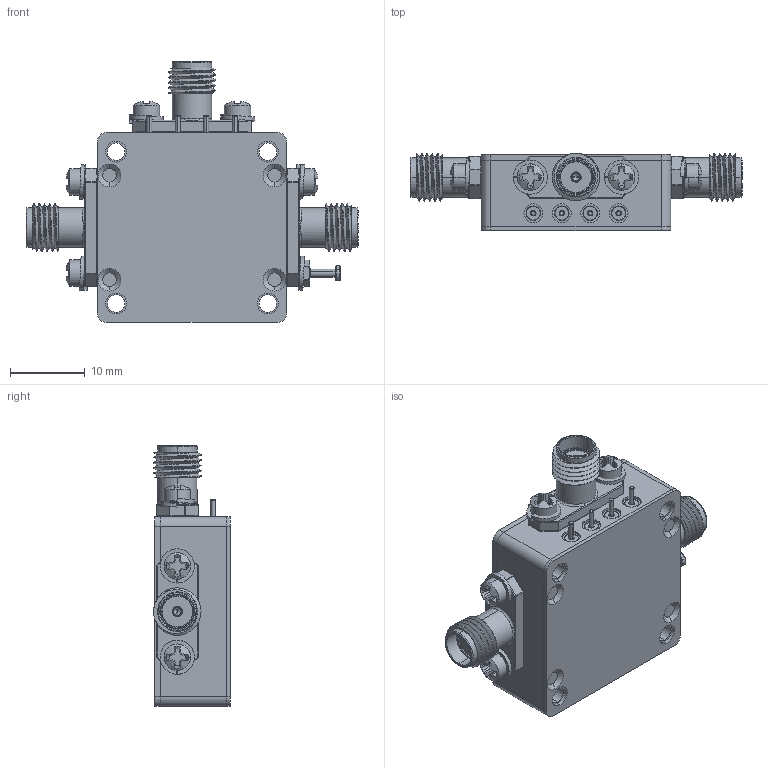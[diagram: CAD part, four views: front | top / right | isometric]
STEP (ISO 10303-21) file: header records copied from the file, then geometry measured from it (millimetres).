
FILE_DESCRIPTION (( 'STEP AP214' ), '1' );
FILE_NAME ('P2T-500M18G-80-T-515-SFF-4W.STEP', '2017-04-12T15:47:37', ( 'PMI' ), ( 'Microsoft' ), 'SwSTEP 2.0', 'SolidWorks 2014', '' );
FILE_SCHEMA (( 'AUTOMOTIVE_DESIGN' ));
Length unit declared in the file: inch
Products named in the file (8): P2T-500M18G-80-T-515-SFF-4W; 26224525 - RF Cover_1; 26224526 - Driver Cover_1; PL80-099_&_HW; PL75-055_91737A047; 26124524 - HousingWEB_1; PL75-059 - Trimmed Both Ends - 0.100 Inch; 2-56 Phillips Fillister Screw -  0.1875 Inch_91737A047
Assembly tree (13 placements, depth 2):
  P2T-500M18G-80-T-515-SFF-4W
    26124524 - HousingWEB_1
    26224525 - RF Cover_1
    26224526 - Driver Cover_1
    PL80-099_&_HW  x3
    PL75-055_91737A047
    PL75-059 - Trimmed Both Ends - 0.100 Inch  x4
    2-56 Phillips Fillister Screw -  0.1875 Inch_91737A047  x2
Bounding box: 44.45 x 10.29 x 34.92 mm (x, y, z)
Volume: 7164.1 mm3; surface area: 7811.1 mm2
Topology: 28 solids, 28 shells, 1156 faces, 2817 edges, 1710 vertices
Faces by surface type: cylinder 474, bspline 315, plane 238, cone 129
Entity records: 32962 total; most frequent: CARTESIAN_POINT 10401, ORIENTED_EDGE 2964, DIRECTION 2843, EDGE_CURVE 1482, AXIS2_PLACEMENT_3D 1167, VERTEX_POINT 926, EDGE_LOOP 750, DIMENSIONAL_EXPONENTS 663
